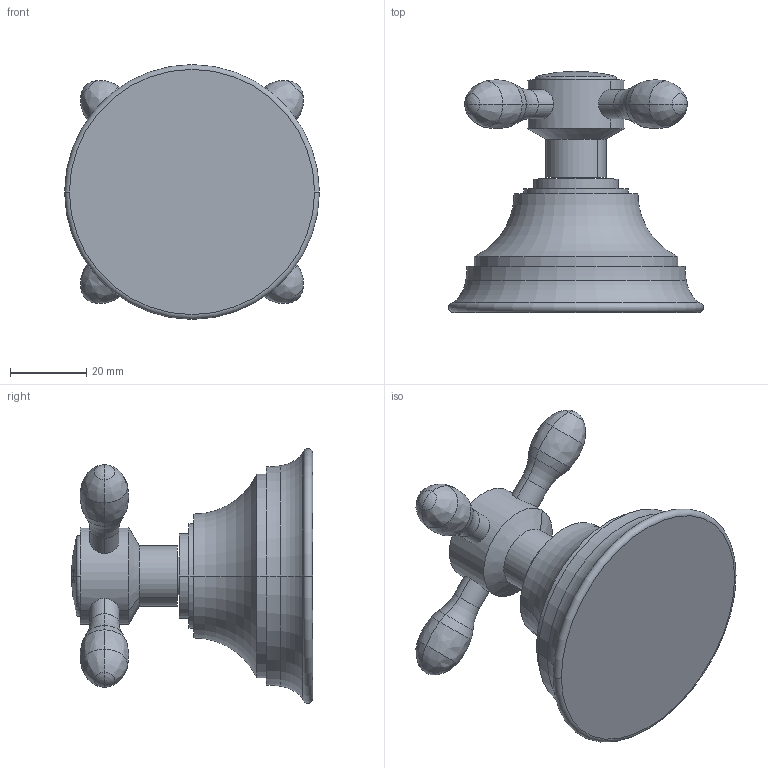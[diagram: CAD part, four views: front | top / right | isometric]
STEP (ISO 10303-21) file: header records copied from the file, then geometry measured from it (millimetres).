
FILE_DESCRIPTION((''),'2;1');
FILE_NAME('3-280C','2021-01-01T14:01:41',('jinson.thomas'),(''),'CREO PARAMETRIC BY PTC INC, 2018400','CREO PARAMETRIC BY PTC INC, 2018400','');
FILE_SCHEMA(('CONFIG_CONTROL_DESIGN'));
Length unit declared in the file: inch
Products named in the file (1): 3-280C
Bounding box: 66.67 x 63.12 x 66.67 mm (x, y, z)
Volume: 79951.1 mm3; surface area: 16250.5 mm2
Topology: 1 solids, 1 shells, 174 faces, 443 edges, 271 vertices
Faces by surface type: plane 56, cylinder 51, bspline 24, sphere 19, torus 18, extrusion 4, cone 2
Entity records: 6354 total; most frequent: CARTESIAN_POINT 2222, DIRECTION 886, ORIENTED_EDGE 866, EDGE_CURVE 433, AXIS2_PLACEMENT_3D 387, VERTEX_POINT 271, CIRCLE 241, EDGE_LOOP 184
